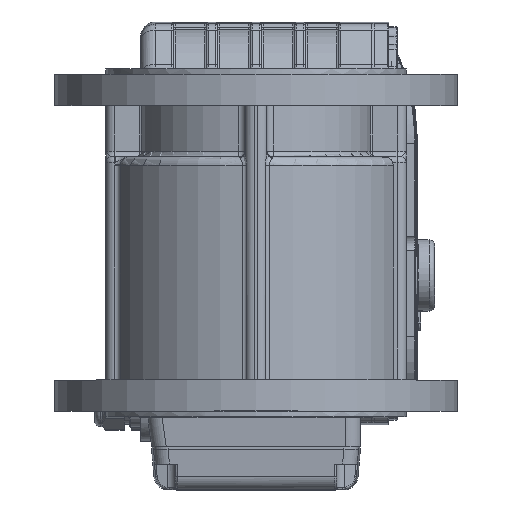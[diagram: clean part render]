
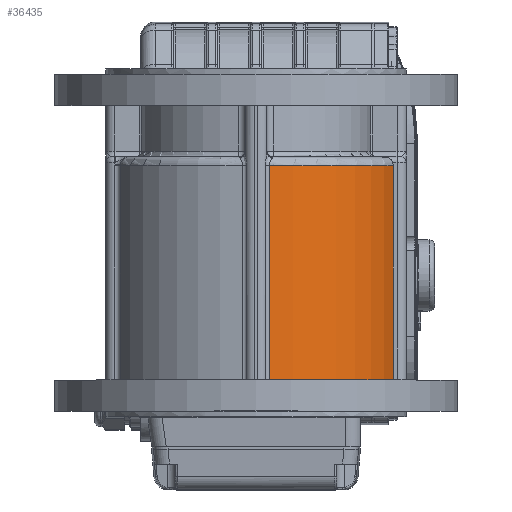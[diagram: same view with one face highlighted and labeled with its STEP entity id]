
A CAD part, top view. The second image highlights one B-rep face of the part: STEP entity #36435.
In plain terms, the highlighted cylindrical face has radius 79 mm (diameter 158 mm), a partial arc.
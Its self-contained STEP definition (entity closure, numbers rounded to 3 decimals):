
#908=CIRCLE('',#38745,79.);
#909=CIRCLE('',#38746,79.);
#2742=CYLINDRICAL_SURFACE('',#38744,79.);
#4226=ORIENTED_EDGE('',*,*,#14665,.T.);
#4227=ORIENTED_EDGE('',*,*,#14666,.T.);
#4228=ORIENTED_EDGE('',*,*,#14667,.F.);
#4229=ORIENTED_EDGE('',*,*,#14668,.T.);
#14665=EDGE_CURVE('',#19881,#19882,#908,.T.);
#14666=EDGE_CURVE('',#19882,#19883,#23212,.T.);
#14667=EDGE_CURVE('',#19884,#19883,#909,.T.);
#14668=EDGE_CURVE('',#19884,#19881,#23213,.F.);
#19881=VERTEX_POINT('',#53437);
#19882=VERTEX_POINT('',#53438);
#19883=VERTEX_POINT('',#53440);
#19884=VERTEX_POINT('',#53442);
#23212=LINE('',#53439,#25907);
#23213=LINE('',#53443,#25908);
#25907=VECTOR('',#42788,1000.);
#25908=VECTOR('',#42791,1000.);
#28558=EDGE_LOOP('',(#4226,#4227,#4228,#4229));
#31090=FACE_BOUND('',#28558,.T.);
#36435=ADVANCED_FACE('',(#31090),#2742,.T.);
#38744=AXIS2_PLACEMENT_3D('',#53435,#42784,#42785);
#38745=AXIS2_PLACEMENT_3D('',#53436,#42786,#42787);
#38746=AXIS2_PLACEMENT_3D('',#53441,#42789,#42790);
#42784=DIRECTION('',(0.,-1.,0.));
#42785=DIRECTION('',(0.,0.,-1.));
#42786=DIRECTION('',(0.,-1.,0.));
#42787=DIRECTION('',(0.,0.,-1.));
#42788=DIRECTION('',(0.,-1.,0.));
#42789=DIRECTION('',(0.,-1.,0.));
#42790=DIRECTION('',(0.,0.,-1.));
#42791=DIRECTION('',(0.,-1.,0.));
#53435=CARTESIAN_POINT('',(0.,-60.,0.));
#53436=CARTESIAN_POINT('',(0.,42.,0.));
#53437=CARTESIAN_POINT('',(74.94,42.,25.));
#53438=CARTESIAN_POINT('',(7.231,42.,78.668));
#53439=CARTESIAN_POINT('',(7.231,-60.,78.668));
#53440=CARTESIAN_POINT('',(7.231,-75.,78.668));
#53441=CARTESIAN_POINT('',(0.,-75.,0.));
#53442=CARTESIAN_POINT('',(74.94,-75.,25.));
#53443=CARTESIAN_POINT('',(74.94,-60.,25.));
